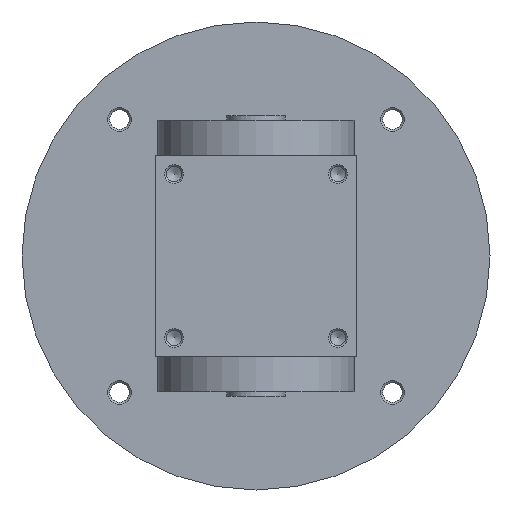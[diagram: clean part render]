
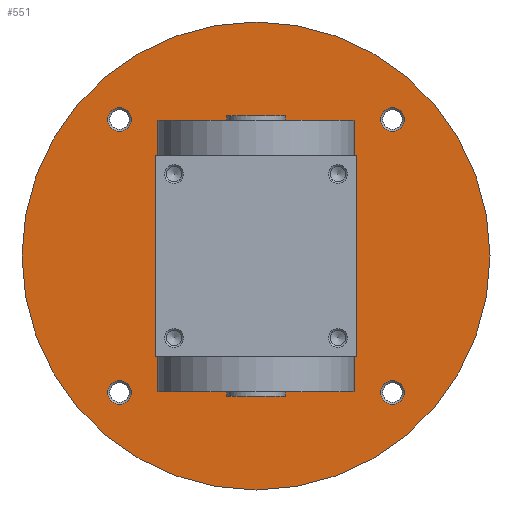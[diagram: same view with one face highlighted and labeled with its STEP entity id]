
A CAD part, left-side view. The second image highlights one B-rep face of the part: STEP entity #551.
In plain terms, the highlighted planar face has unit normal (-1, 0, 0).
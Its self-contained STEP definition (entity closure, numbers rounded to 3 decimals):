
#551 = ADVANCED_FACE( '', ( #1323, #1324, #1325, #1326, #1327, #1328 ), #1329, .F. );
#1323 = FACE_OUTER_BOUND( '', #2419, .T. );
#1324 = FACE_BOUND( '', #2420, .T. );
#1325 = FACE_BOUND( '', #2421, .T. );
#1326 = FACE_BOUND( '', #2422, .T. );
#1327 = FACE_BOUND( '', #2423, .T. );
#1328 = FACE_BOUND( '', #2424, .T. );
#1329 = PLANE( '', #2425 );
#2419 = EDGE_LOOP( '', ( #3957 ) );
#2420 = EDGE_LOOP( '', ( #3958 ) );
#2421 = EDGE_LOOP( '', ( #3959 ) );
#2422 = EDGE_LOOP( '', ( #3960 ) );
#2423 = EDGE_LOOP( '', ( #3961 ) );
#2424 = EDGE_LOOP( '', ( #3962 ) );
#2425 = AXIS2_PLACEMENT_3D( '', #3963, #3964, #3965 );
#3957 = ORIENTED_EDGE( '', *, *, #6029, .F. );
#3958 = ORIENTED_EDGE( '', *, *, #6030, .T. );
#3959 = ORIENTED_EDGE( '', *, *, #5747, .T. );
#3960 = ORIENTED_EDGE( '', *, *, #6031, .T. );
#3961 = ORIENTED_EDGE( '', *, *, #6032, .T. );
#3962 = ORIENTED_EDGE( '', *, *, #5913, .T. );
#3963 = CARTESIAN_POINT( '', ( 44., 42., 0. ) );
#3964 = DIRECTION( '', ( 1., 0., 0. ) );
#3965 = DIRECTION( '', ( 0., 0., -1. ) );
#5747 = EDGE_CURVE( '', #6784, #6784, #6785, .T. );
#5913 = EDGE_CURVE( '', #7067, #7067, #7068, .T. );
#6029 = EDGE_CURVE( '', #7243, #7243, #7244, .T. );
#6030 = EDGE_CURVE( '', #7245, #7245, #7246, .T. );
#6031 = EDGE_CURVE( '', #7247, #7247, #7248, .T. );
#6032 = EDGE_CURVE( '', #7249, #7249, #7250, .T. );
#6784 = VERTEX_POINT( '', #8216 );
#6785 = CIRCLE( '', #8217, 5. );
#7067 = VERTEX_POINT( '', #8553 );
#7068 = CIRCLE( '', #8554, 42. );
#7243 = VERTEX_POINT( '', #8779 );
#7244 = CIRCLE( '', #8780, 100. );
#7245 = VERTEX_POINT( '', #8781 );
#7246 = CIRCLE( '', #8782, 5. );
#7247 = VERTEX_POINT( '', #8783 );
#7248 = CIRCLE( '', #8784, 5. );
#7249 = VERTEX_POINT( '', #8785 );
#7250 = CIRCLE( '', #8786, 5. );
#8216 = CARTESIAN_POINT( '', ( 44., 58.336, -63.336 ) );
#8217 = AXIS2_PLACEMENT_3D( '', #9764, #9765, #9766 );
#8553 = CARTESIAN_POINT( '', ( 44., 0., -42. ) );
#8554 = AXIS2_PLACEMENT_3D( '', #10055, #10056, #10057 );
#8779 = CARTESIAN_POINT( '', ( 44., 0., -100. ) );
#8780 = AXIS2_PLACEMENT_3D( '', #10213, #10214, #10215 );
#8781 = CARTESIAN_POINT( '', ( 44., -58.336, 53.336 ) );
#8782 = AXIS2_PLACEMENT_3D( '', #10216, #10217, #10218 );
#8783 = CARTESIAN_POINT( '', ( 44., -58.336, -63.336 ) );
#8784 = AXIS2_PLACEMENT_3D( '', #10219, #10220, #10221 );
#8785 = CARTESIAN_POINT( '', ( 44., 58.336, 53.336 ) );
#8786 = AXIS2_PLACEMENT_3D( '', #10222, #10223, #10224 );
#9764 = CARTESIAN_POINT( '', ( 44., 58.336, -58.336 ) );
#9765 = DIRECTION( '', ( 1., 0., 0. ) );
#9766 = DIRECTION( '', ( 0., 0., -1. ) );
#10055 = CARTESIAN_POINT( '', ( 44., 0., 0. ) );
#10056 = DIRECTION( '', ( 1., 0., 0. ) );
#10057 = DIRECTION( '', ( 0., 0., -1. ) );
#10213 = CARTESIAN_POINT( '', ( 44., 0., 0. ) );
#10214 = DIRECTION( '', ( 1., 0., 0. ) );
#10215 = DIRECTION( '', ( 0., 0., -1. ) );
#10216 = CARTESIAN_POINT( '', ( 44., -58.336, 58.336 ) );
#10217 = DIRECTION( '', ( 1., 0., 0. ) );
#10218 = DIRECTION( '', ( 0., 0., -1. ) );
#10219 = CARTESIAN_POINT( '', ( 44., -58.336, -58.336 ) );
#10220 = DIRECTION( '', ( 1., 0., 0. ) );
#10221 = DIRECTION( '', ( 0., 0., -1. ) );
#10222 = CARTESIAN_POINT( '', ( 44., 58.336, 58.336 ) );
#10223 = DIRECTION( '', ( 1., 0., 0. ) );
#10224 = DIRECTION( '', ( 0., 0., -1. ) );
